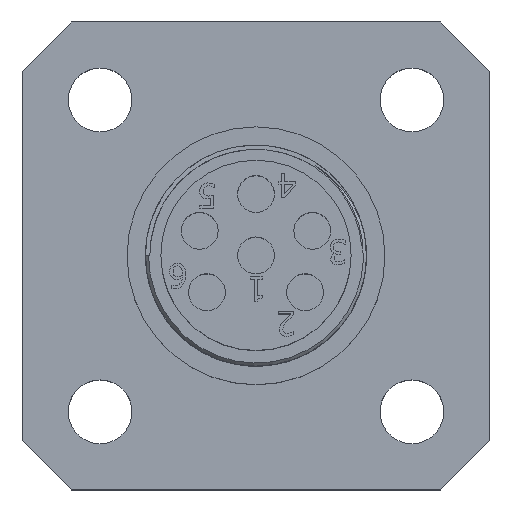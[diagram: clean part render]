
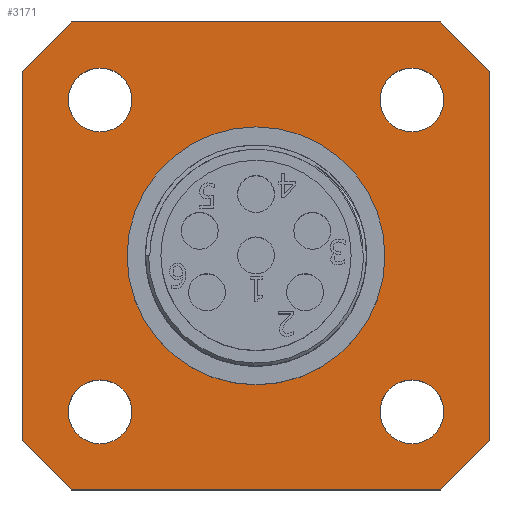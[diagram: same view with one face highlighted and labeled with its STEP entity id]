
A CAD part, top view. The second image highlights one B-rep face of the part: STEP entity #3171.
In plain terms, the highlighted planar face has unit normal (0, 0, 1).
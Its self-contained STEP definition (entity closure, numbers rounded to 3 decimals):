
#88=CIRCLE($,#3316,2.6);
#89=CIRCLE($,#3318,2.6);
#90=CIRCLE($,#3320,2.6);
#91=CIRCLE($,#3322,2.6);
#99=CIRCLE($,#3345,10.5);
#373=FACE_BOUND($,#804,.T.);
#374=FACE_BOUND($,#805,.T.);
#375=FACE_BOUND($,#806,.T.);
#376=FACE_BOUND($,#807,.T.);
#377=FACE_BOUND($,#808,.T.);
#556=FACE_OUTER_BOUND($,#803,.T.);
#803=EDGE_LOOP($,(#2852,#2853,#2854,#2855,#2856,#2857,#2858,#2859));
#804=EDGE_LOOP($,(#2860));
#805=EDGE_LOOP($,(#2861));
#806=EDGE_LOOP($,(#2862));
#807=EDGE_LOOP($,(#2863));
#808=EDGE_LOOP($,(#2864));
#1020=LINE($,#6311,#1255);
#1026=LINE($,#6322,#1261);
#1034=LINE($,#6348,#1269);
#1036=LINE($,#6352,#1271);
#1038=LINE($,#6357,#1273);
#1040=LINE($,#6361,#1275);
#1042=LINE($,#6364,#1277);
#1043=LINE($,#6456,#1278);
#1255=VECTOR($,#3756,5.657);
#1261=VECTOR($,#3764,30.1);
#1269=VECTOR($,#3786,5.657);
#1271=VECTOR($,#3790,30.1);
#1273=VECTOR($,#3794,5.657);
#1275=VECTOR($,#3798,30.1);
#1277=VECTOR($,#3802,5.657);
#1278=VECTOR($,#3931,30.1);
#1533=VERTEX_POINT($,#6309);
#1534=VERTEX_POINT($,#6310);
#1538=VERTEX_POINT($,#6320);
#1549=VERTEX_POINT($,#6346);
#1550=VERTEX_POINT($,#6350);
#1551=VERTEX_POINT($,#6354);
#1552=VERTEX_POINT($,#6356);
#1553=VERTEX_POINT($,#6360);
#1569=VERTEX_POINT($,#6412);
#1570=VERTEX_POINT($,#6415);
#1571=VERTEX_POINT($,#6418);
#1572=VERTEX_POINT($,#6421);
#1580=VERTEX_POINT($,#6452);
#1953=EDGE_CURVE($,#1533,#1534,#1020,.T.);
#1959=EDGE_CURVE($,#1538,#1533,#1026,.T.);
#1972=EDGE_CURVE($,#1549,#1538,#1034,.T.);
#1974=EDGE_CURVE($,#1550,#1549,#1036,.T.);
#1976=EDGE_CURVE($,#1551,#1552,#1038,.T.);
#1978=EDGE_CURVE($,#1552,#1553,#1040,.T.);
#1980=EDGE_CURVE($,#1553,#1550,#1042,.T.);
#1996=EDGE_CURVE($,#1569,#1569,#88,.T.);
#1997=EDGE_CURVE($,#1570,#1570,#89,.T.);
#1998=EDGE_CURVE($,#1571,#1571,#90,.T.);
#1999=EDGE_CURVE($,#1572,#1572,#91,.T.);
#2007=EDGE_CURVE($,#1580,#1580,#99,.T.);
#2008=EDGE_CURVE($,#1534,#1551,#1043,.T.);
#2852=ORIENTED_EDGE($,*,*,#1953,.F.);
#2853=ORIENTED_EDGE($,*,*,#1959,.F.);
#2854=ORIENTED_EDGE($,*,*,#1972,.F.);
#2855=ORIENTED_EDGE($,*,*,#1974,.F.);
#2856=ORIENTED_EDGE($,*,*,#1980,.F.);
#2857=ORIENTED_EDGE($,*,*,#1978,.F.);
#2858=ORIENTED_EDGE($,*,*,#1976,.F.);
#2859=ORIENTED_EDGE($,*,*,#2008,.F.);
#2860=ORIENTED_EDGE($,*,*,#1996,.T.);
#2861=ORIENTED_EDGE($,*,*,#1997,.T.);
#2862=ORIENTED_EDGE($,*,*,#1998,.T.);
#2863=ORIENTED_EDGE($,*,*,#1999,.T.);
#2864=ORIENTED_EDGE($,*,*,#2007,.T.);
#2950=PLANE($,#3348);
#3171=ADVANCED_FACE($,(#556,#373,#374,#375,#376,#377),#2950,.T.);
#3316=AXIS2_PLACEMENT_3D($,#6413,#3867,#3868);
#3318=AXIS2_PLACEMENT_3D($,#6416,#3871,#3872);
#3320=AXIS2_PLACEMENT_3D($,#6419,#3875,#3876);
#3322=AXIS2_PLACEMENT_3D($,#6422,#3879,#3880);
#3345=AXIS2_PLACEMENT_3D($,#6453,#3925,#3926);
#3348=AXIS2_PLACEMENT_3D($,#6457,#3932,#3933);
#3756=DIRECTION($,(0.707,0.707,0.));
#3764=DIRECTION($,(0.,1.,0.));
#3786=DIRECTION($,(-0.707,0.707,0.));
#3790=DIRECTION($,(-1.,0.,0.));
#3794=DIRECTION($,(0.707,-0.707,0.));
#3798=DIRECTION($,(0.,-1.,0.));
#3802=DIRECTION($,(-0.707,-0.707,0.));
#3867=DIRECTION('center_axis',(0.,0.,-1.));
#3868=DIRECTION('ref_axis',(0.,-1.,0.));
#3871=DIRECTION('center_axis',(0.,0.,-1.));
#3872=DIRECTION('ref_axis',(-1.,0.,0.));
#3875=DIRECTION('center_axis',(0.,0.,-1.));
#3876=DIRECTION('ref_axis',(0.,1.,0.));
#3879=DIRECTION('center_axis',(0.,0.,-1.));
#3880=DIRECTION('ref_axis',(1.,0.,0.));
#3925=DIRECTION('center_axis',(0.,0.,-1.));
#3926=DIRECTION('ref_axis',(-1.,0.,0.));
#3931=DIRECTION($,(1.,0.,0.));
#3932=DIRECTION('center_axis',(0.,0.,1.));
#3933=DIRECTION('ref_axis',(1.,0.,0.));
#6309=CARTESIAN_POINT('',(-19.05,15.05,3.95));
#6310=CARTESIAN_POINT('',(-15.05,19.05,3.95));
#6311=CARTESIAN_POINT($,(-17.05,17.05,3.95));
#6320=CARTESIAN_POINT('',(-19.05,-15.05,3.95));
#6322=CARTESIAN_POINT($,(-19.05,-19.05,3.95));
#6346=CARTESIAN_POINT('',(-15.05,-19.05,3.95));
#6348=CARTESIAN_POINT($,(-17.05,-17.05,3.95));
#6350=CARTESIAN_POINT('',(15.05,-19.05,3.95));
#6352=CARTESIAN_POINT($,(19.05,-19.05,3.95));
#6354=CARTESIAN_POINT('',(15.05,19.05,3.95));
#6356=CARTESIAN_POINT('',(19.05,15.05,3.95));
#6357=CARTESIAN_POINT($,(17.05,17.05,3.95));
#6360=CARTESIAN_POINT('',(19.05,-15.05,3.95));
#6361=CARTESIAN_POINT($,(19.05,19.05,3.95));
#6364=CARTESIAN_POINT($,(17.05,-17.05,3.95));
#6412=CARTESIAN_POINT('',(12.7,10.1,3.95));
#6413=CARTESIAN_POINT('Origin',(12.7,12.7,3.95));
#6415=CARTESIAN_POINT('',(10.1,-12.7,3.95));
#6416=CARTESIAN_POINT('Origin',(12.7,-12.7,3.95));
#6418=CARTESIAN_POINT('',(-12.7,-10.1,3.95));
#6419=CARTESIAN_POINT('Origin',(-12.7,-12.7,3.95));
#6421=CARTESIAN_POINT('',(-10.1,12.7,3.95));
#6422=CARTESIAN_POINT('Origin',(-12.7,12.7,3.95));
#6452=CARTESIAN_POINT('',(10.5,0.,3.95));
#6453=CARTESIAN_POINT('Origin',(0.,0.,3.95));
#6456=CARTESIAN_POINT($,(-19.05,19.05,3.95));
#6457=CARTESIAN_POINT('Origin',(0.,0.,
3.95));
